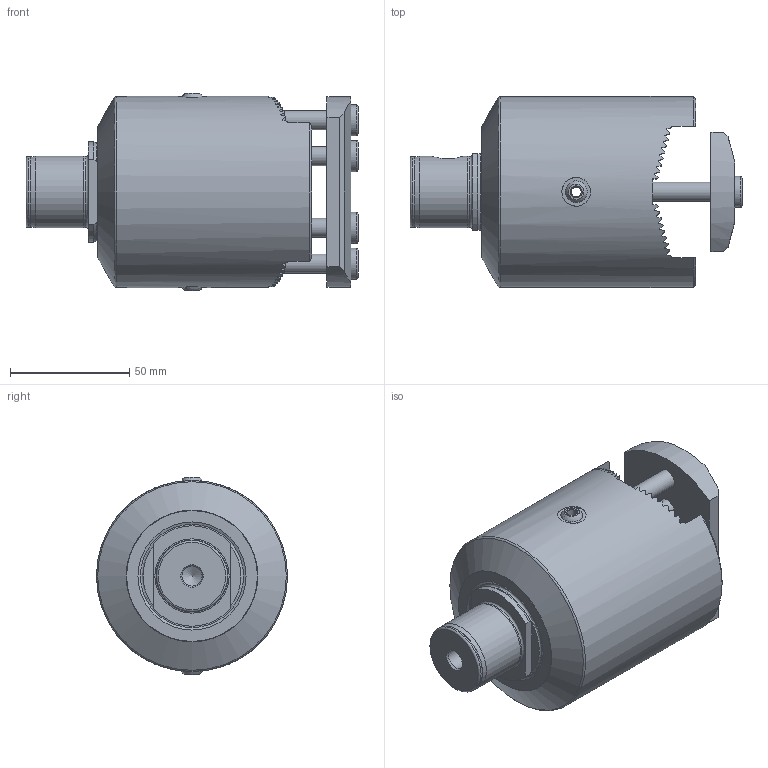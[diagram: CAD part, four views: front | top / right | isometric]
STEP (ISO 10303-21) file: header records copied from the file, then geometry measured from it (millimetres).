
FILE_DESCRIPTION (( 'STEP AP214' ), '1' );
FILE_NAME ('MB5.Z00.K21.112.STEP', '2021-09-14T10:22:21', ( '' ), ( '' ), 'SwSTEP 2.0', 'SolidWorks 2017', '' );
FILE_SCHEMA (( 'AUTOMOTIVE_DESIGN' ));
Length unit declared in the file: millimetre
Products named in the file (7): F00-WCB.136.002_A; KU1-U12.001.010_2; F00-ER1.101.045_A; KU1-U12.001.010_1; KU1-U12.001.010; MB5.Z00.K21.112; MB5-Z00.K21.112_C
Assembly tree (10 placements, depth 3):
  MB5.Z00.K21.112
    MB5-Z00.K21.112_C
    KU1-U12.001.010  x2
      KU1-U12.001.010_1
      KU1-U12.001.010_2
    F00-ER1.101.045_A  x4
    F00-WCB.136.002_A
Bounding box: 139.03 x 80 x 82.6 mm (x, y, z)
Volume: 436434.5 mm3; surface area: 60180.3 mm2
Topology: 10 solids, 10 shells, 320 faces, 798 edges, 512 vertices
Faces by surface type: plane 184, cylinder 55, cone 35, bspline 28, torus 14, sphere 4
Full cylindrical faces by diameter (mm): 2.5 x1, 4.2 x2, 5 x2, 6.8 x4, 7 x2, 8 x5, 8.5 x5, 12 x4, 13 x4, 14 x4, 30 x1, 80 x1
Entity records: 9232 total; most frequent: CARTESIAN_POINT 3397, ORIENTED_EDGE 1126, DIRECTION 906, EDGE_CURVE 563, VERTEX_POINT 399, EDGE_LOOP 338, AXIS2_PLACEMENT_3D 328, FACE_OUTER_BOUND 283
